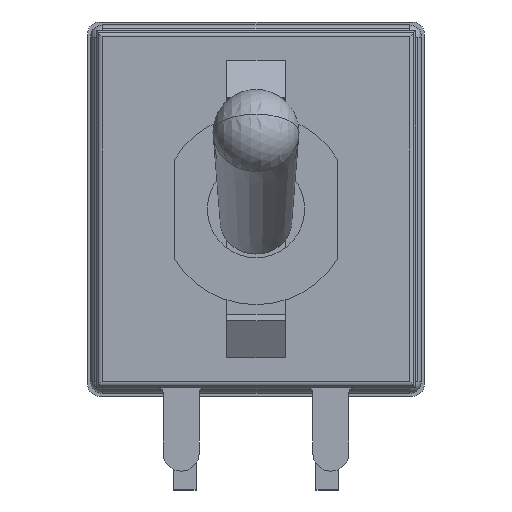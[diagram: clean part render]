
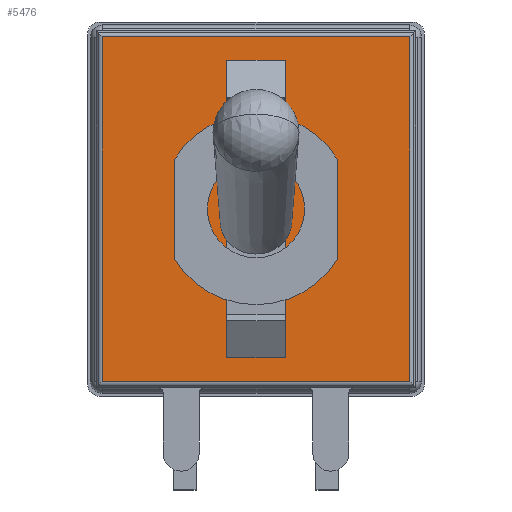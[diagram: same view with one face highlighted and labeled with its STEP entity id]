
A CAD part, left-side view. The second image highlights one B-rep face of the part: STEP entity #5476.
In plain terms, the highlighted planar face has unit normal (-1, 0, 0).
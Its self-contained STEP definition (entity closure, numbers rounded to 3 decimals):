
#5282=CARTESIAN_POINT('',(-16.715,5.215,0.5));
#5283=VERTEX_POINT('',#5282);
#5291=CARTESIAN_POINT('',(-16.715,5.215,12.2));
#5292=VERTEX_POINT('',#5291);
#5293=CARTESIAN_POINT('',(-16.715,5.215,0.5));
#5294=DIRECTION('',(0.0,0.0,1.0));
#5295=VECTOR('',#5294,11.7);
#5296=LINE('',#5293,#5295);
#5297=EDGE_CURVE('',#5283,#5292,#5296,.T.);
#5316=CARTESIAN_POINT('',(-16.715,-5.215,12.2));
#5317=VERTEX_POINT('',#5316);
#5318=CARTESIAN_POINT('',(-16.715,5.215,12.2));
#5319=DIRECTION('',(0.0,-1.0,0.0));
#5320=VECTOR('',#5319,10.43);
#5321=LINE('',#5318,#5320);
#5322=EDGE_CURVE('',#5292,#5317,#5321,.T.);
#5341=CARTESIAN_POINT('',(-16.715,-5.215,0.5));
#5342=VERTEX_POINT('',#5341);
#5343=CARTESIAN_POINT('',(-16.715,-5.215,12.2));
#5344=DIRECTION('',(0.0,0.0,-1.0));
#5345=VECTOR('',#5344,11.7);
#5346=LINE('',#5343,#5345);
#5347=EDGE_CURVE('',#5317,#5342,#5346,.T.);
#5366=CARTESIAN_POINT('',(-16.715,-5.215,0.5));
#5367=DIRECTION('',(0.0,1.0,0.0));
#5368=VECTOR('',#5367,10.43);
#5369=LINE('',#5366,#5368);
#5370=EDGE_CURVE('',#5342,#5283,#5369,.T.);
#5431=CARTESIAN_POINT('',(-16.715,0.,10.9));
#5432=DIRECTION('',(1.0,0.0,0.0));
#5433=DIRECTION('',(0.0,1.0,0.0));
#5434=AXIS2_PLACEMENT_3D('',#5431,#5432,#5433);
#5435=PLANE('',#5434);
#5436=ORIENTED_EDGE('',*,*,#5297,.F.);
#5437=ORIENTED_EDGE('',*,*,#5370,.F.);
#5438=ORIENTED_EDGE('',*,*,#5347,.F.);
#5439=ORIENTED_EDGE('',*,*,#5322,.F.);
#5440=EDGE_LOOP('',(#5436,#5437,#5438,#5439));
#5441=FACE_OUTER_BOUND('',#5440,.T.);
#5442=CARTESIAN_POINT('',(-16.715,-1.,1.3));
#5443=VERTEX_POINT('',#5442);
#5444=CARTESIAN_POINT('',(-16.715,1.,1.3));
#5445=VERTEX_POINT('',#5444);
#5446=CARTESIAN_POINT('',(-16.715,-1.,1.3));
#5447=DIRECTION('',(0.0,1.0,0.0));
#5448=VECTOR('',#5447,2.0);
#5449=LINE('',#5446,#5448);
#5450=EDGE_CURVE('',#5443,#5445,#5449,.T.);
#5451=ORIENTED_EDGE('',*,*,#5450,.T.);
#5452=CARTESIAN_POINT('',(-16.715,1.,11.4));
#5453=VERTEX_POINT('',#5452);
#5454=CARTESIAN_POINT('',(-16.715,1.,1.3));
#5455=DIRECTION('',(0.0,0.0,1.0));
#5456=VECTOR('',#5455,10.1);
#5457=LINE('',#5454,#5456);
#5458=EDGE_CURVE('',#5445,#5453,#5457,.T.);
#5459=ORIENTED_EDGE('',*,*,#5458,.T.);
#5460=CARTESIAN_POINT('',(-16.715,-1.,11.4));
#5461=VERTEX_POINT('',#5460);
#5462=CARTESIAN_POINT('',(-16.715,1.,11.4));
#5463=DIRECTION('',(0.0,-1.0,0.0));
#5464=VECTOR('',#5463,2.);
#5465=LINE('',#5462,#5464);
#5466=EDGE_CURVE('',#5453,#5461,#5465,.T.);
#5467=ORIENTED_EDGE('',*,*,#5466,.T.);
#5468=CARTESIAN_POINT('',(-16.715,-1.,11.4));
#5469=DIRECTION('',(0.0,0.0,-1.0));
#5470=VECTOR('',#5469,10.1);
#5471=LINE('',#5468,#5470);
#5472=EDGE_CURVE('',#5461,#5443,#5471,.T.);
#5473=ORIENTED_EDGE('',*,*,#5472,.T.);
#5474=EDGE_LOOP('',(#5451,#5459,#5467,#5473));
#5475=FACE_BOUND('',#5474,.T.);
#5476=ADVANCED_FACE('',(#5441,#5475),#5435,.F.);
